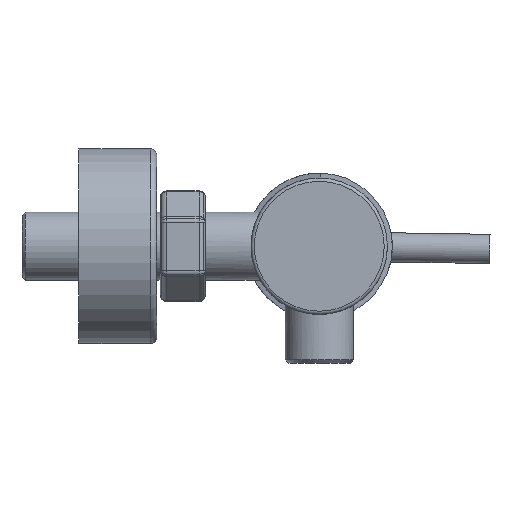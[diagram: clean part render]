
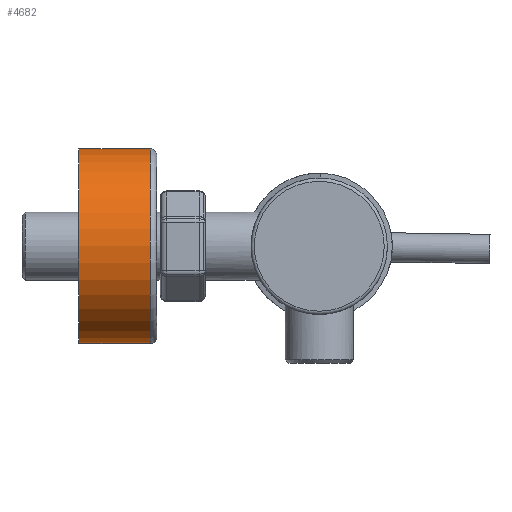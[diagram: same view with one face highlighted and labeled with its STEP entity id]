
A CAD part, left-side view. The second image highlights one B-rep face of the part: STEP entity #4682.
In plain terms, the highlighted cylindrical face has radius 30 mm (diameter 60 mm), a full revolution.
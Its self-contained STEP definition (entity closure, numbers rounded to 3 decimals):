
#4623=CARTESIAN_POINT('',(-98.346,54.228,20.228));
#4624=VERTEX_POINT('',#4623);
#4625=CARTESIAN_POINT('',(-68.346,54.228,-9.772));
#4626=VERTEX_POINT('',#4625);
#4627=CARTESIAN_POINT('',(-98.346,54.228,-9.772));
#4628=DIRECTION('',(0.,1.,-0.));
#4629=DIRECTION('',(0.,0.,1.));
#4630=AXIS2_PLACEMENT_3D('',#4627,#4628,#4629);
#4631=CIRCLE('',#4630,30.);
#4632=EDGE_CURVE('',#4624,#4626,#4631,.T.);
#4634=CARTESIAN_POINT('',(-98.346,54.228,-9.772));
#4635=DIRECTION('',(0.,1.,-0.));
#4636=DIRECTION('',(0.,0.,1.));
#4637=AXIS2_PLACEMENT_3D('',#4634,#4635,#4636);
#4638=CIRCLE('',#4637,30.);
#4639=EDGE_CURVE('',#4626,#4624,#4638,.T.);
#4648=CARTESIAN_POINT('',(-98.346,30.228,-9.772));
#4649=DIRECTION('',(0.,1.,-0.));
#4650=DIRECTION('',(1.,-0.,-0.));
#4651=AXIS2_PLACEMENT_3D('',#4648,#4649,#4650);
#4652=CYLINDRICAL_SURFACE('',#4651,30.);
#4653=CARTESIAN_POINT('',(-68.346,32.228,-9.772));
#4654=VERTEX_POINT('',#4653);
#4655=CARTESIAN_POINT('',(-68.346,54.228,-9.772));
#4656=DIRECTION('',(-0.,-1.,0.));
#4657=VECTOR('',#4656,22.);
#4658=LINE('',#4655,#4657);
#4659=EDGE_CURVE('',#4626,#4654,#4658,.T.);
#4660=ORIENTED_EDGE('',*,*,#4659,.T.);
#4661=CARTESIAN_POINT('',(-98.346,32.228,-39.772));
#4662=VERTEX_POINT('',#4661);
#4663=CARTESIAN_POINT('',(-98.346,32.228,-9.772));
#4664=DIRECTION('',(-0.,-1.,0.));
#4665=DIRECTION('',(-0.,-0.,-1.));
#4666=AXIS2_PLACEMENT_3D('',#4663,#4664,#4665);
#4667=CIRCLE('',#4666,30.);
#4668=EDGE_CURVE('',#4662,#4654,#4667,.T.);
#4669=ORIENTED_EDGE('',*,*,#4668,.F.);
#4670=CARTESIAN_POINT('',(-98.346,32.228,-9.772));
#4671=DIRECTION('',(-0.,-1.,0.));
#4672=DIRECTION('',(-0.,-0.,-1.));
#4673=AXIS2_PLACEMENT_3D('',#4670,#4671,#4672);
#4674=CIRCLE('',#4673,30.);
#4675=EDGE_CURVE('',#4654,#4662,#4674,.T.);
#4676=ORIENTED_EDGE('',*,*,#4675,.F.);
#4677=ORIENTED_EDGE('',*,*,#4659,.F.);
#4678=ORIENTED_EDGE('',*,*,#4632,.F.);
#4679=ORIENTED_EDGE('',*,*,#4639,.F.);
#4680=EDGE_LOOP('',(#4660,#4669,#4676,#4677,#4678,#4679));
#4681=FACE_BOUND('',#4680,.T.);
#4682=ADVANCED_FACE('',(#4681),#4652,.T.);
